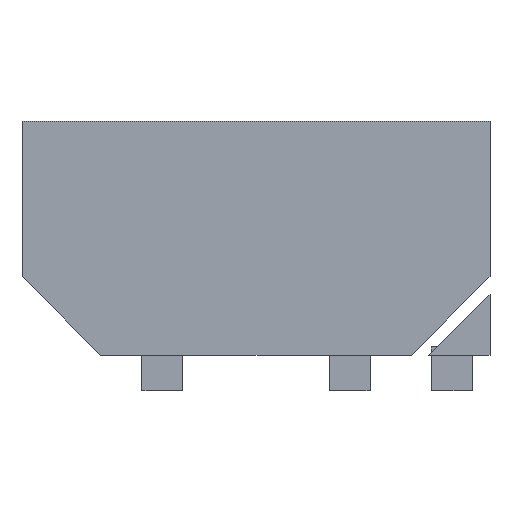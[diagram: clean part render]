
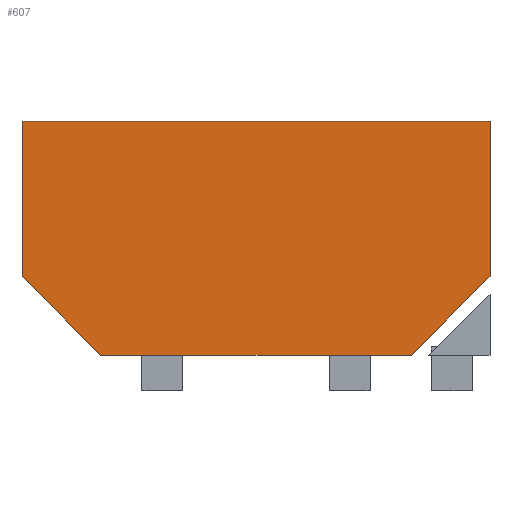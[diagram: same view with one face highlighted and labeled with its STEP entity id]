
A CAD part, front view. The second image highlights one B-rep face of the part: STEP entity #607.
In plain terms, the highlighted planar face has unit normal (0, -1, 0).
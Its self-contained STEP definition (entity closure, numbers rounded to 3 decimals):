
#63=FACE_OUTER_BOUND('',#96,.T.);
#96=EDGE_LOOP('',(#536,#537,#538,#539,#540,#541));
#156=LINE('',#935,#235);
#160=LINE('',#943,#239);
#163=LINE('',#949,#242);
#168=LINE('',#957,#247);
#171=LINE('',#963,#250);
#174=LINE('',#968,#253);
#235=VECTOR('',#775,10.);
#239=VECTOR('',#781,10.);
#242=VECTOR('',#786,10.);
#247=VECTOR('',#793,10.);
#250=VECTOR('',#798,10.);
#253=VECTOR('',#803,10.);
#293=VERTEX_POINT('',#933);
#294=VERTEX_POINT('',#934);
#297=VERTEX_POINT('',#942);
#299=VERTEX_POINT('',#948);
#301=VERTEX_POINT('',#956);
#303=VERTEX_POINT('',#962);
#364=EDGE_CURVE('',#293,#294,#156,.T.);
#368=EDGE_CURVE('',#297,#293,#160,.T.);
#371=EDGE_CURVE('',#299,#297,#163,.T.);
#376=EDGE_CURVE('',#301,#299,#168,.T.);
#379=EDGE_CURVE('',#303,#301,#171,.T.);
#382=EDGE_CURVE('',#294,#303,#174,.T.);
#536=ORIENTED_EDGE('',*,*,#382,.F.);
#537=ORIENTED_EDGE('',*,*,#364,.F.);
#538=ORIENTED_EDGE('',*,*,#368,.F.);
#539=ORIENTED_EDGE('',*,*,#371,.F.);
#540=ORIENTED_EDGE('',*,*,#376,.F.);
#541=ORIENTED_EDGE('',*,*,#379,.F.);
#574=PLANE('',#661);
#607=ADVANCED_FACE('',(#63),#574,.F.);
#661=AXIS2_PLACEMENT_3D('',#971,#807,#808);
#775=DIRECTION('',(0.,0.,1.));
#781=DIRECTION('',(-0.707,0.,0.707));
#786=DIRECTION('',(-1.,0.,0.));
#793=DIRECTION('',(-0.707,0.,-0.707));
#798=DIRECTION('',(0.,0.,-1.));
#803=DIRECTION('',(1.,0.,0.));
#807=DIRECTION('center_axis',(0.,1.,0.));
#808=DIRECTION('ref_axis',(0.,0.,1.));
#933=CARTESIAN_POINT('',(-40.,0.,-6.5));
#934=CARTESIAN_POINT('',(-40.,0.,20.));
#935=CARTESIAN_POINT('',(-40.,0.,-6.5));
#942=CARTESIAN_POINT('',(-26.5,0.,-20.));
#943=CARTESIAN_POINT('',(-26.5,0.,-20.));
#948=CARTESIAN_POINT('',(26.5,0.,-20.));
#949=CARTESIAN_POINT('',(26.5,0.,-20.));
#956=CARTESIAN_POINT('',(40.,0.,-6.5));
#957=CARTESIAN_POINT('',(40.,0.,-6.5));
#962=CARTESIAN_POINT('',(40.,0.,20.));
#963=CARTESIAN_POINT('',(40.,0.,20.));
#968=CARTESIAN_POINT('',(-40.,0.,20.));
#971=CARTESIAN_POINT('Origin',(0.,0.,0.));
